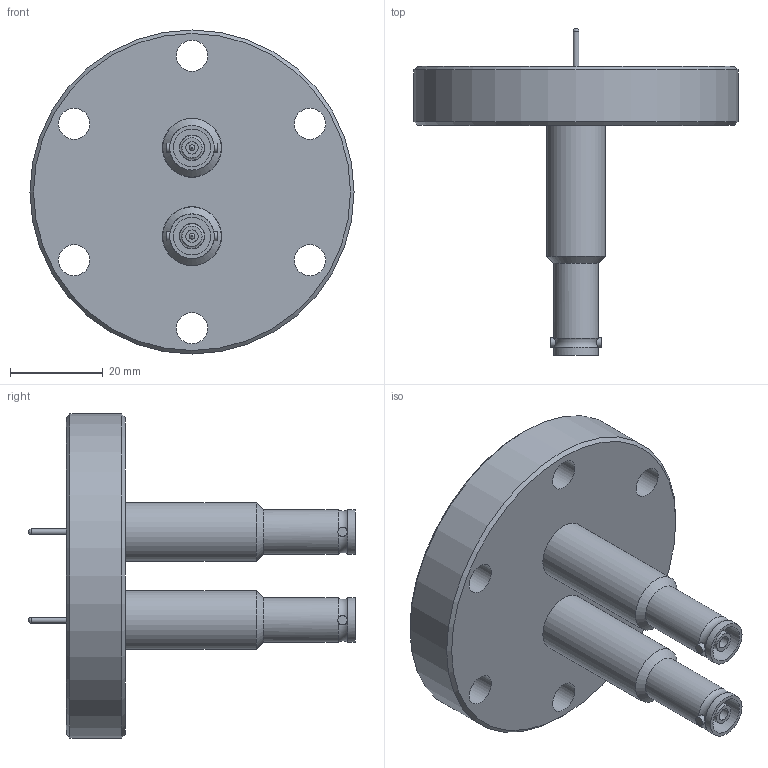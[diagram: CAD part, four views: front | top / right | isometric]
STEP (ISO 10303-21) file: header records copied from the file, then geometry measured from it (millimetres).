
FILE_DESCRIPTION(/* description */ ('STEP AP203'),/* implementation_level */ '2;1');
FILE_NAME(/* name */ 'FH10-SHV2-40CF.stp',/* time_stamp */ '2015-06-04T08:17:16+01:00',/* author */ ('Paul'),/* organization */ (''),/* preprocessor_version */ 'ST-DEVELOPER v16.1',/* originating_system */ 'Autodesk Inventor 2016',/* authorisation */ '');
FILE_SCHEMA (('AUTOMOTIVE_DESIGN { 1 0 10303 214 3 1 1 }'));
Length unit declared in the file: millimetre
Products named in the file (1): FH10-SHV2-40CF
Bounding box: 69.85 x 70.38 x 69.85 mm (x, y, z)
Volume: 47696.7 mm3; surface area: 23145.9 mm2
Topology: 1 solids, 5 shells, 125 faces, 255 edges, 169 vertices
Faces by surface type: cylinder 55, plane 45, cone 11, torus 10, bspline 4
Full cylindrical faces by diameter (mm): 1.27 x6, 2.01 x4, 2.667 x2, 4.318 x2, 5.309 x2, 5.461 x4, 5.969 x2, 6.731 x6, 8.103 x2, 9.409 x2, 9.601 x4, 9.779 x2, 9.906 x2, 10.516 x2, 11.176 x2, 11.303 x2, 12.624 x2, 12.7 x2, 41.91 x1, 48.311 x1, 69.85 x1
Entity records: 3186 total; most frequent: CARTESIAN_POINT 862, DIRECTION 520, ORIENTED_EDGE 312, AXIS2_PLACEMENT_3D 258, EDGE_LOOP 248, EDGE_CURVE 156, VERTEX_POINT 144, CIRCLE 136
